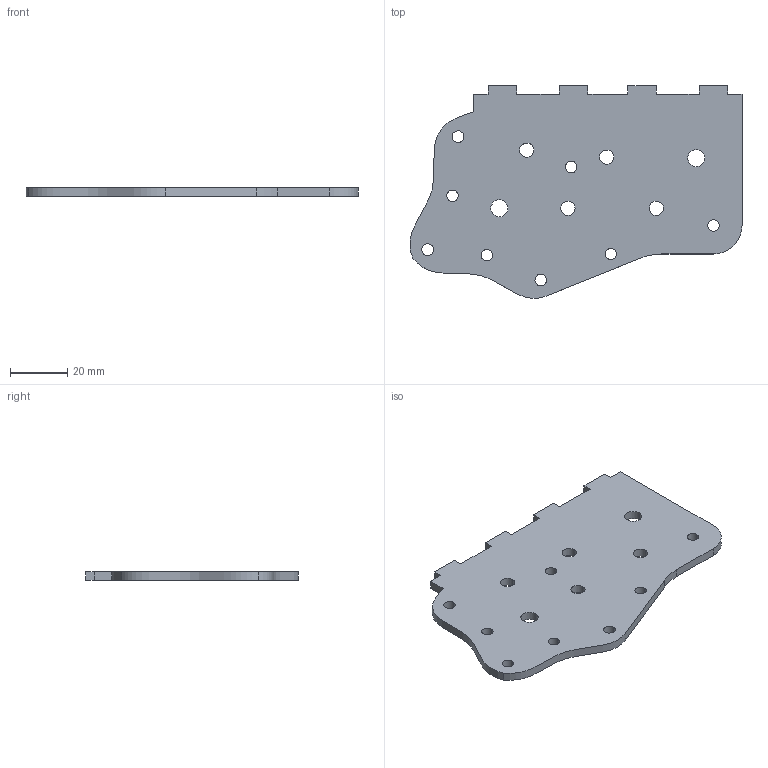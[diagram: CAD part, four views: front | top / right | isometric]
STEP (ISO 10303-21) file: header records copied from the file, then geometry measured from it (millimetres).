
FILE_DESCRIPTION (( 'STEP AP214' ), '1' );
FILE_NAME ('gearbox_sside_motor.STEP', '2021-05-28T04:49:05', ( '' ), ( '' ), 'SwSTEP 2.0', 'SolidWorks 2016', '' );
FILE_SCHEMA (( 'AUTOMOTIVE_DESIGN' ));
Length unit declared in the file: millimetre
Products named in the file (1): gearbox_sside_motor
Bounding box: 116.34 x 74.55 x 3 mm (x, y, z)
Volume: 19801.6 mm3; surface area: 14883.4 mm2
Topology: 1 solids, 1 shells, 56 faces, 162 edges, 108 vertices
Faces by surface type: cylinder 31, plane 23, bspline 2
Entity records: 1978 total; most frequent: CARTESIAN_POINT 361, DIRECTION 330, ORIENTED_EDGE 324, EDGE_CURVE 162, AXIS2_PLACEMENT_3D 117, VERTEX_POINT 108, LINE 96, VECTOR 96
